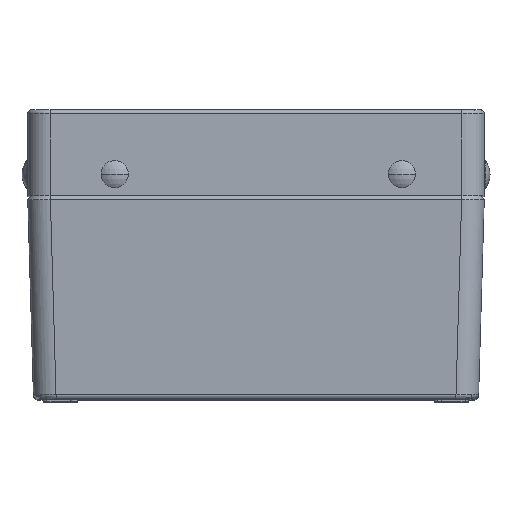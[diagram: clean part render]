
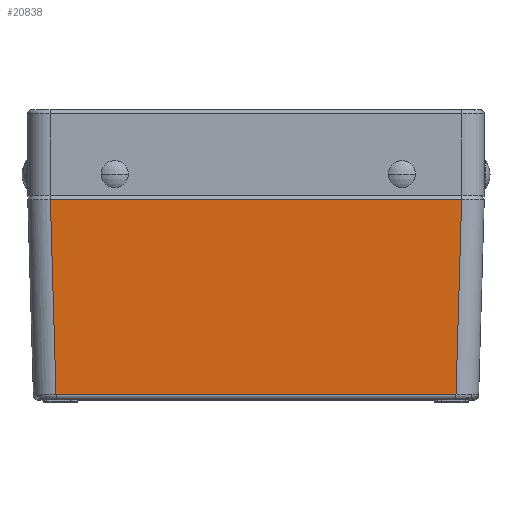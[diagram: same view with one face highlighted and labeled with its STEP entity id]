
A CAD part, top view. The second image highlights one B-rep face of the part: STEP entity #20838.
In plain terms, the highlighted planar face has unit normal (0, -0.029, 1).
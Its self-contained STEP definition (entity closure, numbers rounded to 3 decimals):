
#4067 = CARTESIAN_POINT ( 'NONE',  ( -90.952, -1.799, 115.948 ) ) ;
#4762 = CARTESIAN_POINT ( 'NONE',  ( 88.404, -88.058, 113.456 ) ) ;
#5695 = CARTESIAN_POINT ( 'NONE',  ( 90.952, -1.799, 115.948 ) ) ;
#6059 = EDGE_CURVE ( 'NONE', #54284, #38972, #25042, .T. ) ;
#10015 = DIRECTION ( 'NONE',  ( 0.029, -0.999, -0.029 ) ) ;
#10024 = AXIS2_PLACEMENT_3D ( 'NONE', #19581, #24512, #58543 ) ;
#11029 = EDGE_CURVE ( 'NONE', #25660, #60349, #47578, .T. ) ;
#12033 = VECTOR ( 'NONE', #38987, 1000. ) ;
#18863 = VECTOR ( 'NONE', #21860, 1000. ) ;
#19581 = CARTESIAN_POINT ( 'NONE',  ( -101., 0., 116. ) ) ;
#20341 = FACE_OUTER_BOUND ( 'NONE', #48625, .T. ) ;
#20838 = ADVANCED_FACE ( 'NONE', ( #20341 ), #48551, .T. ) ;
#21860 = DIRECTION ( 'NONE',  ( -1., 0., 0. ) ) ;
#24512 = DIRECTION ( 'NONE',  ( 0., -0.029, 1. ) ) ;
#25042 = LINE ( 'NONE', #34118, #12033 ) ;
#25660 = VERTEX_POINT ( 'NONE', #4067 ) ;
#27516 = ORIENTED_EDGE ( 'NONE', *, *, #29484, .T. ) ;
#29484 = EDGE_CURVE ( 'NONE', #38972, #25660, #44764, .T. ) ;
#34118 = CARTESIAN_POINT ( 'NONE',  ( 90.844, -5.538, 115.84 ) ) ;
#38370 = ORIENTED_EDGE ( 'NONE', *, *, #6059, .T. ) ;
#38972 = VERTEX_POINT ( 'NONE', #5695 ) ;
#38987 = DIRECTION ( 'NONE',  ( 0.029, 0.999, 0.029 ) ) ;
#44764 = LINE ( 'NONE', #51006, #18863 ) ;
#47578 = LINE ( 'NONE', #53711, #58994 ) ;
#48116 = CARTESIAN_POINT ( 'NONE',  ( 88.46, -88.058, 113.456 ) ) ;
#48551 = PLANE ( 'NONE',  #10024 ) ;
#48625 = EDGE_LOOP ( 'NONE', ( #38370, #27516, #54882, #55797 ) ) ;
#51006 = CARTESIAN_POINT ( 'NONE',  ( -101., -1.799, 115.948 ) ) ;
#52764 = VECTOR ( 'NONE', #62937, 1000. ) ;
#53711 = CARTESIAN_POINT ( 'NONE',  ( -91.012, 0.288, 116.008 ) ) ;
#54273 = LINE ( 'NONE', #4762, #52764 ) ;
#54284 = VERTEX_POINT ( 'NONE', #48116 ) ;
#54882 = ORIENTED_EDGE ( 'NONE', *, *, #11029, .T. ) ;
#55797 = ORIENTED_EDGE ( 'NONE', *, *, #56373, .T. ) ;
#56373 = EDGE_CURVE ( 'NONE', #60349, #54284, #54273, .T. ) ;
#58543 = DIRECTION ( 'NONE',  ( 0., -1., -0.029 ) ) ;
#58994 = VECTOR ( 'NONE', #10015, 1000. ) ;
#60349 = VERTEX_POINT ( 'NONE', #60886 ) ;
#60886 = CARTESIAN_POINT ( 'NONE',  ( -88.46, -88.058, 113.456 ) ) ;
#62937 = DIRECTION ( 'NONE',  ( 1., 0., 0. ) ) ;
